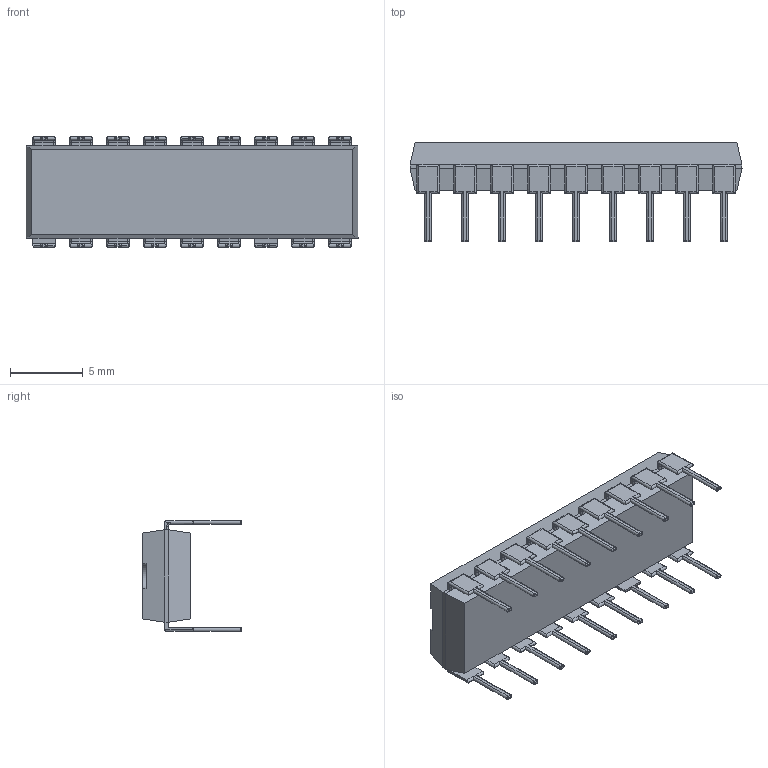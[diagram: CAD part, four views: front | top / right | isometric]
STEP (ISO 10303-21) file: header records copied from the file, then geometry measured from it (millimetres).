
FILE_DESCRIPTION (( 'STEP AP214' ), '1' );
FILE_NAME ('DIP18-PIC16F628A-FINAL.STEP', '2018-09-29T22:16:42', ( '' ), ( '' ), 'SwSTEP 2.0', 'SolidWorks 2016', '' );
FILE_SCHEMA (( 'AUTOMOTIVE_DESIGN' ));
Length unit declared in the file: millimetre
Products named in the file (1): DIP18-PIC16F628A-FINAL
Bounding box: 22.8 x 6.81 x 7.62 mm (x, y, z)
Volume: 477.2 mm3; surface area: 663.7 mm2
Topology: 1 solids, 1 shells, 762 faces, 1922 edges, 1202 vertices
Faces by surface type: plane 344, cylinder 227, bspline 191
Entity records: 32167 total; most frequent: CARTESIAN_POINT 13052, ORIENTED_EDGE 3844, DIRECTION 2924, EDGE_CURVE 1922, VERTEX_POINT 1202, VECTOR 1192, LINE 1192, AXIS2_PLACEMENT_3D 866
